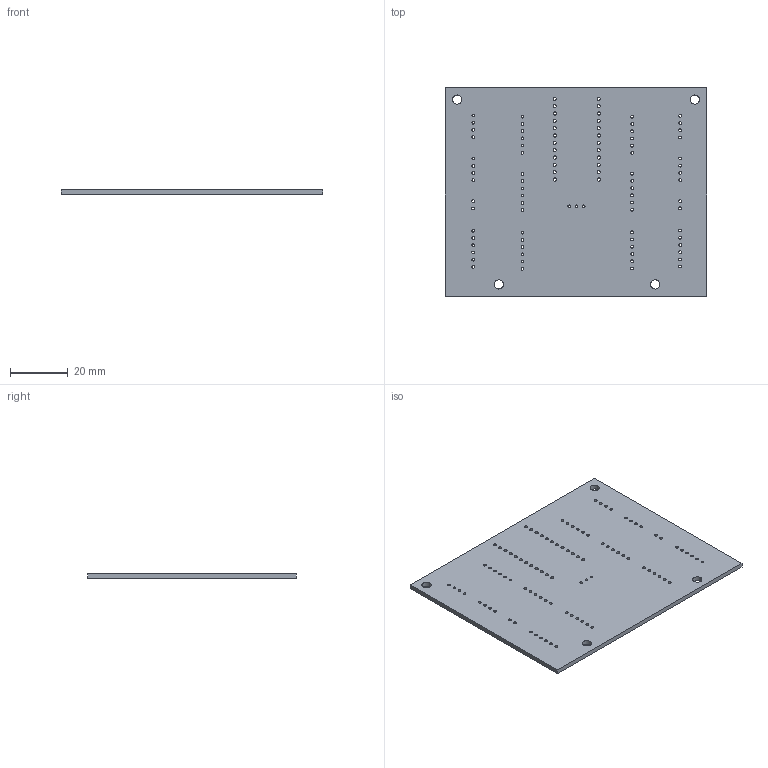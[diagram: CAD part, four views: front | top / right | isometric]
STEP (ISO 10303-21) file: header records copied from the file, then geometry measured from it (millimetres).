
FILE_DESCRIPTION(('KiCad electronic assembly'),'2;1');
FILE_NAME('ONGEKI PCB.step','2022-09-26T20:16:01',('Pcbnew'),('Kicad'), 'Open CASCADE STEP processor 7.6','KiCad to STEP converter','Unknown' );
FILE_SCHEMA(('AUTOMOTIVE_DESIGN { 1 0 10303 214 1 1 1 1 }'));
Length unit declared in the file: millimetre
Products named in the file (2): ONGEKI PCB 1; ONGEKI PCB PCB
Assembly tree (1 placements, depth 2):
  ONGEKI PCB 1
    ONGEKI PCB PCB
Bounding box: 90.42 x 72.14 x 1.6 mm (x, y, z)
Volume: 10267.5 mm3; surface area: 13891.7 mm2
Topology: 1 solids, 1 shells, 105 faces, 309 edges, 206 vertices
Faces by surface type: cylinder 99, plane 6
Full cylindrical faces by diameter (mm): 0.95 x67, 1 x4, 1.1 x24, 3.2 x4
Entity records: 8675 total; most frequent: CARTESIAN_POINT 2428, DIRECTION 1141, ORIENTED_EDGE 618, PCURVE 618, DEFINITIONAL_REPRESENTATION 618, LINE 531, VECTOR 531, EDGE_CURVE 309
